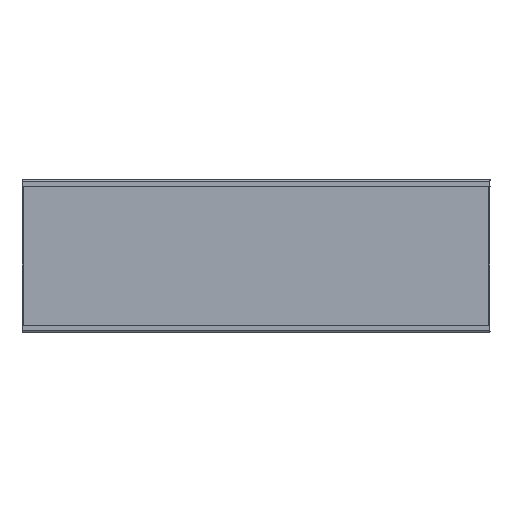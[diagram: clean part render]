
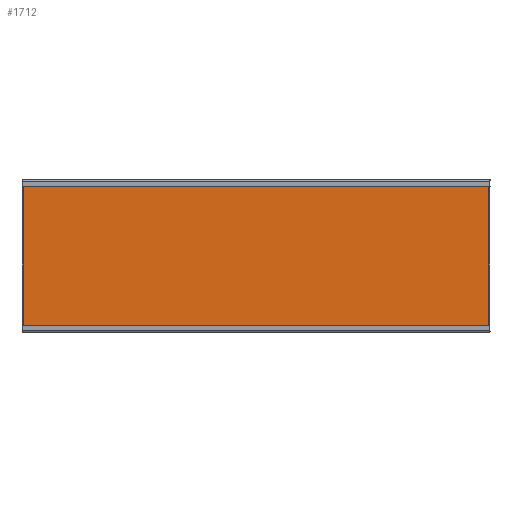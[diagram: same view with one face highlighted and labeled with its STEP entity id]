
A CAD part, top view. The second image highlights one B-rep face of the part: STEP entity #1712.
In plain terms, the highlighted planar face has unit normal (0, 0, 1).
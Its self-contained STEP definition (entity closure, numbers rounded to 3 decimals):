
#90 = VERTEX_POINT ( 'NONE', #2164 ) ;
#139 = EDGE_LOOP ( 'NONE', ( #1104, #2925, #3006, #3180 ) ) ;
#220 = DIRECTION ( 'NONE',  ( 0., 1., 0. ) ) ;
#247 = CARTESIAN_POINT ( 'NONE',  ( -304.975, -97.975, 1.35 ) ) ;
#538 = CARTESIAN_POINT ( 'NONE',  ( 0., 0., 1.35 ) ) ;
#578 = PLANE ( 'NONE',  #2809 ) ;
#641 = DIRECTION ( 'NONE',  ( 0., 0., 1. ) ) ;
#667 = DIRECTION ( 'NONE',  ( 1., 0., 0. ) ) ;
#713 = CARTESIAN_POINT ( 'NONE',  ( -307., 97.975, 1.35 ) ) ;
#781 = CARTESIAN_POINT ( 'NONE',  ( 304.975, -97.975, 1.35 ) ) ;
#865 = CARTESIAN_POINT ( 'NONE',  ( 304.975, 97.975, 1.35 ) ) ;
#1104 = ORIENTED_EDGE ( 'NONE', *, *, #3410, .F. ) ;
#1140 = VECTOR ( 'NONE', #220, 1000. ) ;
#1171 = LINE ( 'NONE', #247, #1140 ) ;
#1203 = DIRECTION ( 'NONE',  ( 0., -1., 0. ) ) ;
#1214 = CARTESIAN_POINT ( 'NONE',  ( -304.975, -97.975, 1.35 ) ) ;
#1354 = CARTESIAN_POINT ( 'NONE',  ( 307., -97.975, 1.35 ) ) ;
#1465 = CARTESIAN_POINT ( 'NONE',  ( -304.975, 97.975, 1.35 ) ) ;
#1574 = VECTOR ( 'NONE', #1203, 1000. ) ;
#1584 = LINE ( 'NONE', #865, #1574 ) ;
#1594 = VECTOR ( 'NONE', #3133, 1000. ) ;
#1635 = LINE ( 'NONE', #713, #1594 ) ;
#1712 = ADVANCED_FACE ( 'NONE', ( #3814 ), #578, .T. ) ;
#1761 = VECTOR ( 'NONE', #3240, 1000. ) ;
#1874 = LINE ( 'NONE', #1354, #1761 ) ;
#2047 = VERTEX_POINT ( 'NONE', #1465 ) ;
#2164 = CARTESIAN_POINT ( 'NONE',  ( 304.975, 97.975, 1.35 ) ) ;
#2809 = AXIS2_PLACEMENT_3D ( 'NONE', #538, #641, #667 ) ;
#2925 = ORIENTED_EDGE ( 'NONE', *, *, #3441, .F. ) ;
#3006 = ORIENTED_EDGE ( 'NONE', *, *, #3439, .F. ) ;
#3133 = DIRECTION ( 'NONE',  ( 1., 0., 0. ) ) ;
#3180 = ORIENTED_EDGE ( 'NONE', *, *, #3545, .F. ) ;
#3240 = DIRECTION ( 'NONE',  ( -1., 0., 0. ) ) ;
#3410 = EDGE_CURVE ( 'NONE', #3866, #3859, #1874, .T. ) ;
#3439 = EDGE_CURVE ( 'NONE', #2047, #90, #1635, .T. ) ;
#3441 = EDGE_CURVE ( 'NONE', #90, #3866, #1584, .T. ) ;
#3545 = EDGE_CURVE ( 'NONE', #3859, #2047, #1171, .T. ) ;
#3814 = FACE_OUTER_BOUND ( 'NONE', #139, .T. ) ;
#3859 = VERTEX_POINT ( 'NONE', #1214 ) ;
#3866 = VERTEX_POINT ( 'NONE', #781 ) ;
